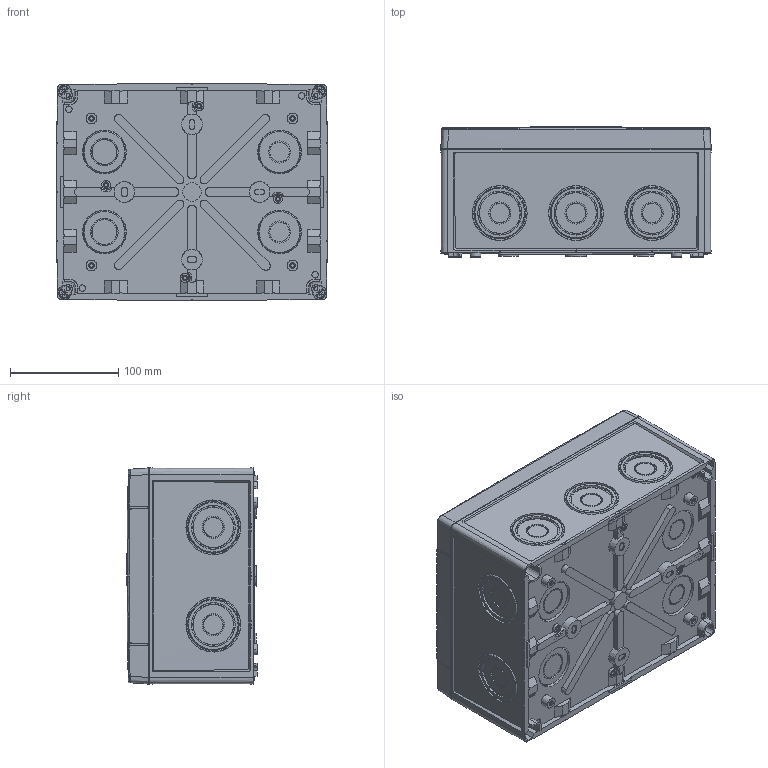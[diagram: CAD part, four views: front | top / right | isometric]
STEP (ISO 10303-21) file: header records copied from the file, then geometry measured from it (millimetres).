
FILE_DESCRIPTION((''),'2;1');
FILE_NAME('BG-ABOX-250-NEVID_CA_ASM','2024-03-19T10:44:57',('max'),('NET AG system integration'),'CREO PARAMETRIC BY PTC INC, 2021284','CREO PARAMETRIC BY PTC INC, 2021284','');
FILE_SCHEMA(('AUTOMOTIVE_DESIGN { 1 0 10303 214 1 1 1 1 }'));
Length unit declared in the file: millimetre
Products named in the file (4): KASTEN-ABOX-250-NEVID_CA; DECKEL-ABOX-250-NEVID_CA; SCHRAUBE_D4X33_NEVID; BG-ABOX-250-NEVID_CA_ASM
Assembly tree (6 placements, depth 2):
  BG-ABOX-250-NEVID_CA_ASM
    KASTEN-ABOX-250-NEVID_CA
    DECKEL-ABOX-250-NEVID_CA
    SCHRAUBE_D4X33_NEVID  x4
Bounding box: 250.2 x 120.3 x 200 mm (x, y, z)
Volume: 768422.8 mm3; surface area: 526694.7 mm2
Topology: 6 solids, 18 shells, 2477 faces, 6616 edges, 4301 vertices
Faces by surface type: plane 1328, cone 444, cylinder 404, torus 136, bspline 135, sphere 26, extrusion 4
Entity records: 123194 total; most frequent: CARTESIAN_POINT 32615, ORIENTED_EDGE 12188, DIRECTION 11446, PRESENTATION_STYLE_ASSIGNMENT 8157, STYLED_ITEM 8157, EDGE_CURVE 6094, CURVE_STYLE 5930, AXIS2_PLACEMENT_3D 3991
